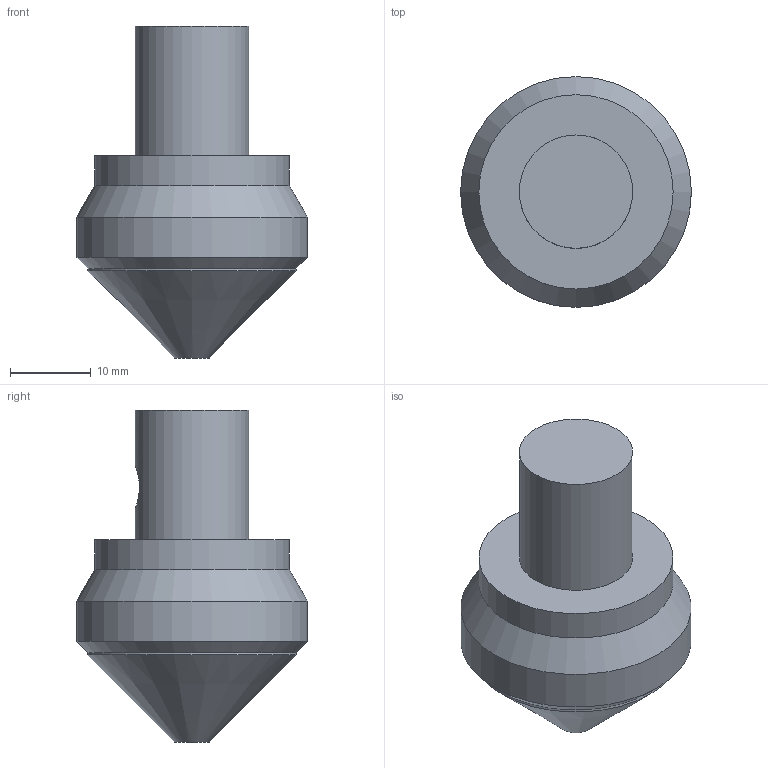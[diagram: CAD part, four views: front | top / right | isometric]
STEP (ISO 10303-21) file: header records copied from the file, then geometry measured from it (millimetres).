
FILE_DESCRIPTION((''),'1');
FILE_NAME('CKB2-C0525C.stp','2022-10-25T07:52:10',(''),(''),'Spatial Interop R21 SP3','Kubotek KeyCreator 2011 V10.0.2 (22737)',' ');
FILE_SCHEMA(('automotive_design'));
Length unit declared in the file: millimetre
Products named in the file (2): 241[3]; 240[2]
Bounding box: 28.5 x 28.5 x 41 mm (x, y, z)
Volume: 14776.8 mm3; surface area: 4449 mm2
Topology: 2 solids, 2 shells, 14 faces, 23 edges, 15 vertices
Faces by surface type: plane 6, cone 4, cylinder 4
Full cylindrical faces by diameter (mm): 5.2 x1, 14 x1, 24 x1, 28.5 x1
Entity records: 623 total; most frequent: CARTESIAN_POINT 109, DIRECTION 54, PRESENTATION_STYLE_ASSIGNMENT 45, COLOUR_RGB 45, STYLED_ITEM 29, CURVE_STYLE 29, DRAUGHTING_PRE_DEFINED_CURVE_FONT 29, AXIS2_PLACEMENT_3D 27
